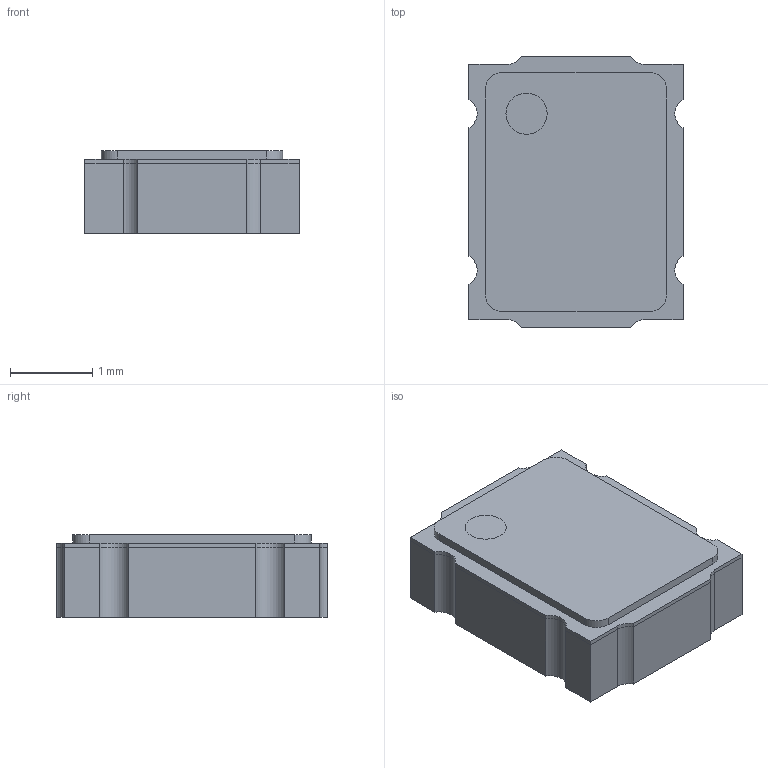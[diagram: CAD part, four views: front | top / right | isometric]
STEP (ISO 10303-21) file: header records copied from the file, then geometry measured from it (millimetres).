
FILE_DESCRIPTION((''),'2;1');
FILE_NAME('XTAL_KYOCERA_KC3225A-C3.stp','2016-08-25T10:55:03',(''),(''),'Mechanical Desktop 2011','Mechanical Desktop 2011',', , ');
FILE_SCHEMA(('AUTOMOTIVE_DESIGN { 1 2 10303 214 1 1 1 1 }'));
Length unit declared in the file: millimetre
Products named in the file (1): Product
Bounding box: 2.6 x 3.3 x 1 mm (x, y, z)
Volume: 8.1 mm3; surface area: 69 mm2
Topology: 8 solids, 8 shells, 105 faces, 252 edges, 168 vertices
Faces by surface type: bspline 82, cylinder 16, plane 7
Entity records: 3197 total; most frequent: CARTESIAN_POINT 884, ORIENTED_EDGE 504, DIRECTION 348, EDGE_CURVE 252, VECTOR 204, LINE 204, VERTEX_POINT 168, EDGE_LOOP 110
